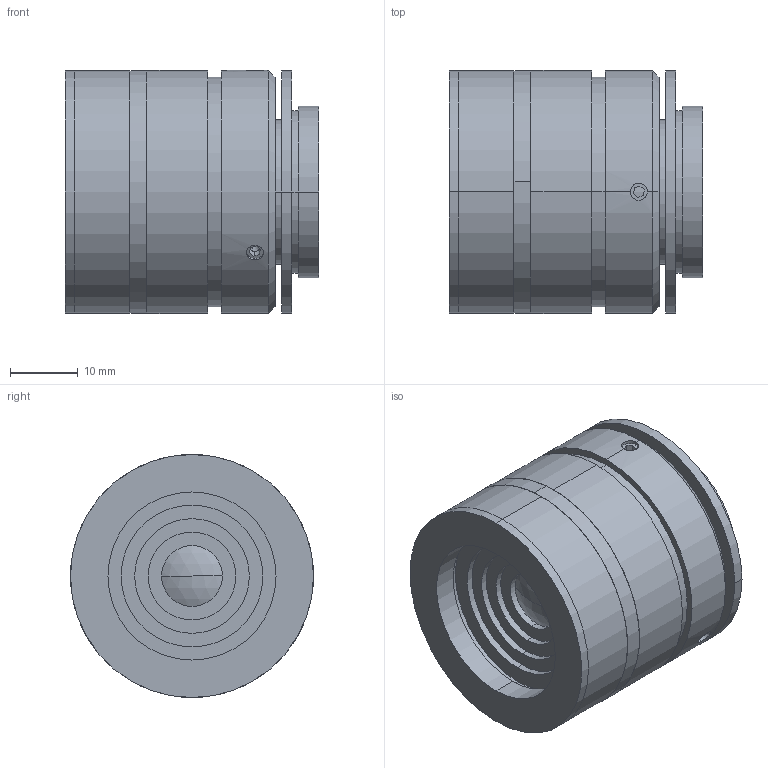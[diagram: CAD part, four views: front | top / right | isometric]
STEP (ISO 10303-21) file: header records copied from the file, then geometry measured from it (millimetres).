
FILE_DESCRIPTION (( 'STEP AP203' ), '1' );
FILE_NAME ('XF-MH05X69.STEP', '2024-08-05T05:40:46', ( '' ), ( '' ), 'SwSTEP 2.0', 'SolidWorks 2022', '' );
FILE_SCHEMA (( 'CONFIG_CONTROL_DESIGN' ));
Length unit declared in the file: millimetre
Products named in the file (1): XF-MH05X69
Bounding box: 37.55 x 36 x 36 mm (x, y, z)
Surface area: 10670.9 mm2 (no closed solid volume)
Topology: 0 solids, 12 shells, 93 faces, 241 edges, 164 vertices
Faces by surface type: plane 45, cylinder 40, cone 6, sphere 2
Entity records: 3123 total; most frequent: CARTESIAN_POINT 723, DIRECTION 528, ORIENTED_EDGE 403, EDGE_CURVE 237, AXIS2_PLACEMENT_3D 209, VERTEX_POINT 164, EDGE_LOOP 117, CIRCLE 115
